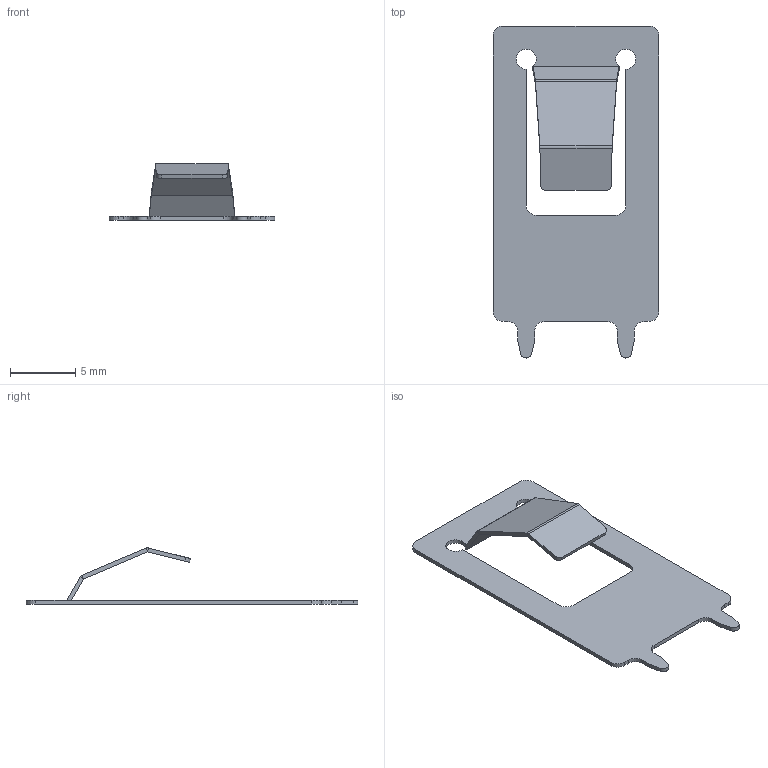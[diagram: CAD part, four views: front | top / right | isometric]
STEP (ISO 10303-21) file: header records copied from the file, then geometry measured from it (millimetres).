
FILE_DESCRIPTION (( 'STEP AP214' ), '1' );
FILE_NAME ('109-3.STEP', '2013-07-24T15:18:04', ( '' ), ( '' ), 'SwSTEP 2.0', 'SolidWorks 2013', '' );
FILE_SCHEMA (( 'AUTOMOTIVE_DESIGN' ));
Length unit declared in the file: inch
Products named in the file (1): 109-3
Bounding box: 12.7 x 25.4 x 4.3 mm (x, y, z)
Volume: 81.7 mm3; surface area: 579.4 mm2
Topology: 1 solids, 1 shells, 63 faces, 163 edges, 102 vertices
Faces by surface type: plane 36, cylinder 23, bspline 4
Entity records: 2039 total; most frequent: CARTESIAN_POINT 417, ORIENTED_EDGE 326, DIRECTION 321, EDGE_CURVE 163, VECTOR 117, LINE 117, AXIS2_PLACEMENT_3D 102, VERTEX_POINT 102
